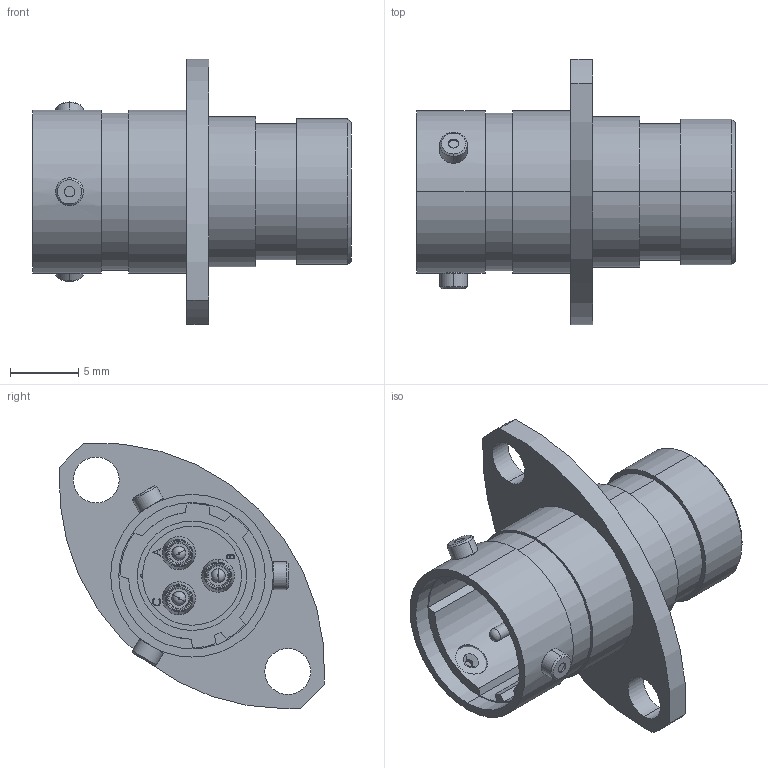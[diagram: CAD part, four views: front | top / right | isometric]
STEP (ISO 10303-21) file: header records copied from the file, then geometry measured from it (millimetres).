
FILE_DESCRIPTION (( 'STEP AP214' ), '1' );
FILE_NAME ('AS007-98PB.STEP', '2017-08-02T15:10:01', ( '' ), ( '' ), 'SwSTEP 2.0', 'SolidWorks 2015', '' );
FILE_SCHEMA (( 'AUTOMOTIVE_DESIGN' ));
Length unit declared in the file: inch
Products named in the file (1): AS007-98PB
Bounding box: 23.3 x 19.35 x 19.38 mm (x, y, z)
Volume: 1760.1 mm3; surface area: 2319.8 mm2
Topology: 4 solids, 10 shells, 538 faces, 1221 edges, 761 vertices
Faces by surface type: cylinder 166, plane 160, torus 84, cone 80, bspline 36, sphere 12
Entity records: 24318 total; most frequent: CARTESIAN_POINT 5355, DIRECTION 2650, ORIENTED_EDGE 2396, EDGE_CURVE 1198, AXIS2_PLACEMENT_3D 1079, VERTEX_POINT 750, EDGE_LOOP 616, CIRCLE 580
